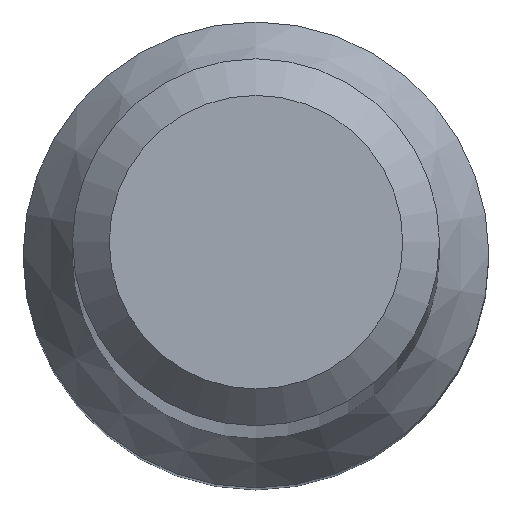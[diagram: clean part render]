
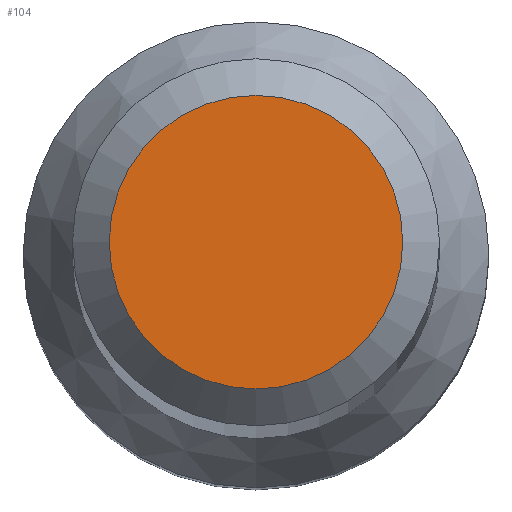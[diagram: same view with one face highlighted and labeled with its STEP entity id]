
A CAD part, top view. The second image highlights one B-rep face of the part: STEP entity #104.
In plain terms, the highlighted planar face has unit normal (0, 0, 1).
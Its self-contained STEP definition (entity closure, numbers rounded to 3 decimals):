
#10 = DIRECTION ( 'NONE',  ( 0., -1., 0. ) ) ;
#34 = EDGE_CURVE ( 'NONE', #60, #60, #236, .T. ) ;
#41 = AXIS2_PLACEMENT_3D ( 'NONE', #50, #242, #53 ) ;
#50 = CARTESIAN_POINT ( 'NONE',  ( 0., 0., 70. ) ) ;
#53 = DIRECTION ( 'NONE',  ( 0., 1., 0. ) ) ;
#60 = VERTEX_POINT ( 'NONE', #90 ) ;
#90 = CARTESIAN_POINT ( 'NONE',  ( 0., 1.2, 70. ) ) ;
#104 = ADVANCED_FACE ( 'NONE', ( #198 ), #184, .T. ) ;
#125 = ORIENTED_EDGE ( 'NONE', *, *, #34, .F. ) ;
#126 = AXIS2_PLACEMENT_3D ( 'NONE', #187, #148, #10 ) ;
#148 = DIRECTION ( 'NONE',  ( 0., 0., 1. ) ) ;
#168 = EDGE_LOOP ( 'NONE', ( #125 ) ) ;
#184 = PLANE ( 'NONE',  #126 ) ;
#187 = CARTESIAN_POINT ( 'NONE',  ( 0., 0., 70. ) ) ;
#198 = FACE_OUTER_BOUND ( 'NONE', #168, .T. ) ;
#236 = CIRCLE ( 'NONE', #41, 1.2 ) ;
#242 = DIRECTION ( 'NONE',  ( 0., 0., -1. ) ) ;
